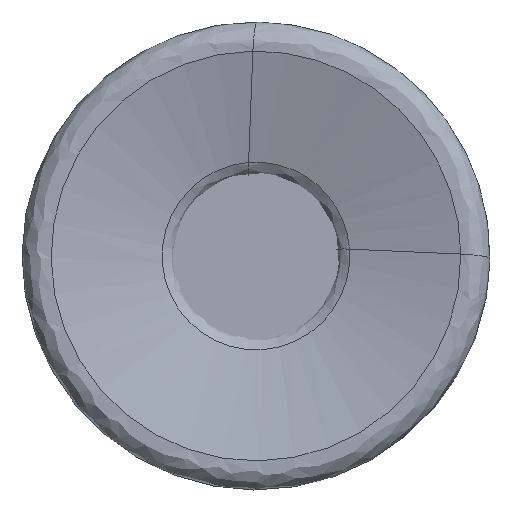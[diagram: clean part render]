
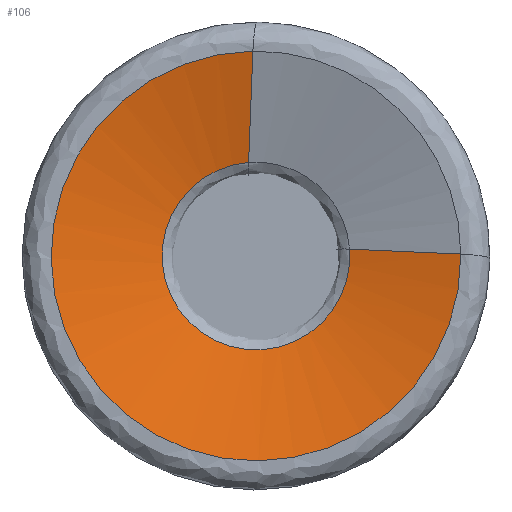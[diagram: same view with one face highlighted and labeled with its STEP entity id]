
A CAD part, left-side view. The second image highlights one B-rep face of the part: STEP entity #106.
In plain terms, the highlighted free-form (B-spline) face has degree [1, 3] with [2, 7] control points.
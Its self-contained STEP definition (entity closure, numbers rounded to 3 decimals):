
#106=ADVANCED_FACE('',(#155),#139,.F.);
#139=(
BOUNDED_SURFACE()
B_SPLINE_SURFACE(1,3,((#699,#700,#701,#702,#703,#704,#705),(#706,#707,#708,
#709,#710,#711,#712)),.UNSPECIFIED.,.F.,.F.,.F.)
B_SPLINE_SURFACE_WITH_KNOTS((2,2),(4,3,4),(0.,1.),(0.,0.5,1.),
 .UNSPECIFIED.)
GEOMETRIC_REPRESENTATION_ITEM()
RATIONAL_B_SPLINE_SURFACE(((1.,0.589,0.589,1.,0.589,
0.589,1.),(1.,0.589,0.589,1.,0.589,
0.589,1.)))
REPRESENTATION_ITEM('')
SURFACE()
);
#155=FACE_OUTER_BOUND('',#173,.T.);
#173=EDGE_LOOP('',(#270,#271,#272,#273));
#222=CIRCLE('',#455,4.013);
#225=CIRCLE('',#458,8.761);
#270=ORIENTED_EDGE('',*,*,#395,.F.);
#271=ORIENTED_EDGE('',*,*,#396,.T.);
#272=ORIENTED_EDGE('',*,*,#392,.T.);
#273=ORIENTED_EDGE('',*,*,#397,.T.);
#358=VERTEX_POINT('',#662);
#359=VERTEX_POINT('',#663);
#360=VERTEX_POINT('',#695);
#361=VERTEX_POINT('',#696);
#392=EDGE_CURVE('',#358,#359,#222,.T.);
#395=EDGE_CURVE('',#360,#361,#225,.T.);
#396=EDGE_CURVE('',#360,#358,#436,.T.);
#397=EDGE_CURVE('',#359,#361,#437,.T.);
#436=LINE('',#697,#444);
#437=LINE('',#698,#445);
#444=VECTOR('',#526,1.);
#445=VECTOR('',#527,1.);
#455=AXIS2_PLACEMENT_3D('',#661,#518,#519);
#458=AXIS2_PLACEMENT_3D('',#694,#524,#525);
#518=DIRECTION('',(1.,0.,0.));
#519=DIRECTION('',(0.,-0.997,0.073));
#524=DIRECTION('',(1.,0.,0.));
#525=DIRECTION('',(0.,-1.,0.01));
#526=DIRECTION('',(0.258,0.965,0.043));
#527=DIRECTION('',(-0.258,-0.037,0.966));
#661=CARTESIAN_POINT('',(1.304,0.,0.));
#662=CARTESIAN_POINT('',(1.304,-4.002,0.295));
#663=CARTESIAN_POINT('',(1.304,0.317,4.001));
#694=CARTESIAN_POINT('',(0.034,0.,0.));
#695=CARTESIAN_POINT('',(0.034,-8.76,0.085));
#696=CARTESIAN_POINT('',(0.034,0.133,8.76));
#697=CARTESIAN_POINT('',(1.304,-4.002,0.295));
#698=CARTESIAN_POINT('',(1.304,0.317,4.001));
#699=CARTESIAN_POINT('',(1.304,-4.002,0.295));
#700=CARTESIAN_POINT('',(1.304,-4.31,-3.886));
#701=CARTESIAN_POINT('',(1.304,-0.568,-5.776));
#702=CARTESIAN_POINT('',(1.304,2.613,-3.046));
#703=CARTESIAN_POINT('',(1.304,5.795,-0.316));
#704=CARTESIAN_POINT('',(1.304,4.496,3.67));
#705=CARTESIAN_POINT('',(1.304,0.317,4.001));
#706=CARTESIAN_POINT('',(0.034,-8.76,0.085));
#707=CARTESIAN_POINT('',(0.034,-8.849,-9.066));
#708=CARTESIAN_POINT('',(0.034,-0.433,-12.661));
#709=CARTESIAN_POINT('',(0.034,6.117,-6.271));
#710=CARTESIAN_POINT('',(0.034,12.668,0.119));
#711=CARTESIAN_POINT('',(0.034,9.283,8.621));
#712=CARTESIAN_POINT('',(0.034,0.133,8.76));
